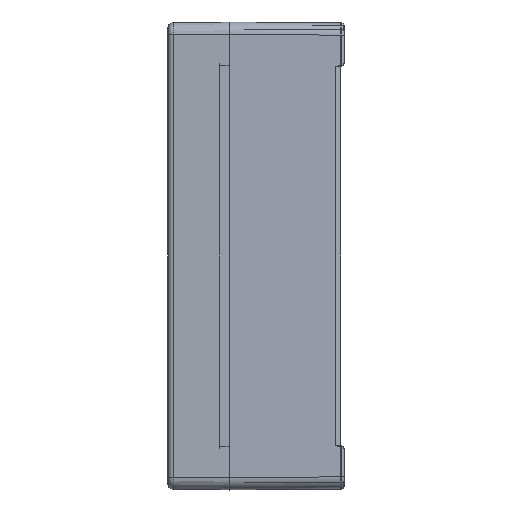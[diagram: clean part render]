
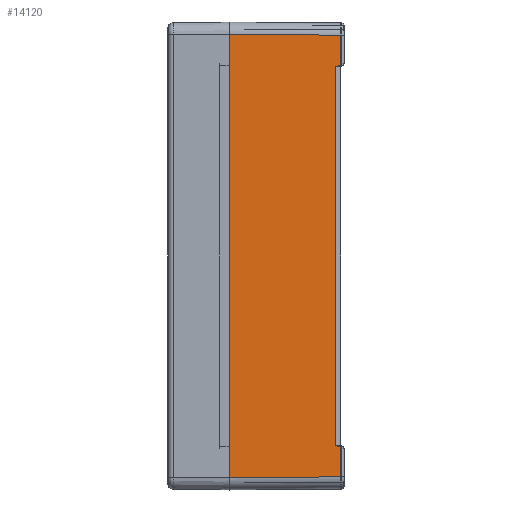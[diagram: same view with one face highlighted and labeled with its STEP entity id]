
A CAD part, left-side view. The second image highlights one B-rep face of the part: STEP entity #14120.
In plain terms, the highlighted planar face has unit normal (-1, -0.009, 0).
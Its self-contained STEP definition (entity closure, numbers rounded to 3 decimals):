
#111 = EDGE_CURVE ( 'NONE', #870, #26773, #14204, .T. ) ;
#261 = DIRECTION ( 'NONE',  ( 0., 0., -1. ) ) ;
#512 = CARTESIAN_POINT ( 'NONE',  ( -149.527, 0.82, 93.52 ) ) ;
#870 = VERTEX_POINT ( 'NONE', #2298 ) ;
#905 = CARTESIAN_POINT ( 'NONE',  ( -149.542, 2.478, -93.02 ) ) ;
#1022 = CARTESIAN_POINT ( 'NONE',  ( -149.534, 1.635, 93.365 ) ) ;
#1108 = CARTESIAN_POINT ( 'NONE',  ( -149.533, 1.482, -93.414 ) ) ;
#1259 = ORIENTED_EDGE ( 'NONE', *, *, #4795, .F. ) ;
#1263 = CARTESIAN_POINT ( 'NONE',  ( -149.52, 0., -93.52 ) ) ;
#1806 = EDGE_CURVE ( 'NONE', #24126, #9262, #3441, .T. ) ;
#1865 = VECTOR ( 'NONE', #24807, 1000. ) ;
#1916 = DIRECTION ( 'NONE',  ( 0.009, -1., -0.009 ) ) ;
#2206 = CARTESIAN_POINT ( 'NONE',  ( -150., 55., -120.99 ) ) ;
#2298 = CARTESIAN_POINT ( 'NONE',  ( -149.542, 2.478, 93.02 ) ) ;
#2766 = LINE ( 'NONE', #13401, #3375 ) ;
#3375 = VECTOR ( 'NONE', #261, 1000. ) ;
#3441 = LINE ( 'NONE', #22622, #24534 ) ;
#3802 = VECTOR ( 'NONE', #1916, 1000. ) ;
#3873 = CARTESIAN_POINT ( 'NONE',  ( -150., 55., 109. ) ) ;
#4290 = DIRECTION ( 'NONE',  ( -0.009, 1., 0. ) ) ;
#4506 = CARTESIAN_POINT ( 'NONE',  ( -149.54, 2.253, 93.12 ) ) ;
#4795 = EDGE_CURVE ( 'NONE', #21309, #16476, #23780, .T. ) ;
#4874 = CARTESIAN_POINT ( 'NONE',  ( -149.527, 0.82, -93.52 ) ) ;
#5146 = CARTESIAN_POINT ( 'NONE',  ( -149.535, 1.773, -93.317 ) ) ;
#5197 = CARTESIAN_POINT ( 'NONE',  ( -149.527, 0.82, 93.52 ) ) ;
#5437 = LINE ( 'NONE', #1263, #22070 ) ;
#5555 = CARTESIAN_POINT ( 'NONE',  ( -149.537, 1.9, -93.268 ) ) ;
#5933 = EDGE_CURVE ( 'NONE', #18561, #18898, #2766, .T. ) ;
#6257 = CARTESIAN_POINT ( 'NONE',  ( -149.542, 2.478, -93.02 ) ) ;
#7070 = AXIS2_PLACEMENT_3D ( 'NONE', #2206, #14945, #4290 ) ;
#7388 = CARTESIAN_POINT ( 'NONE',  ( -149.534, 1.603, -93.376 ) ) ;
#7668 = CARTESIAN_POINT ( 'NONE',  ( -149.532, 1.357, -93.448 ) ) ;
#7726 = CARTESIAN_POINT ( 'NONE',  ( -149.534, 1.629, 93.367 ) ) ;
#7904 = CARTESIAN_POINT ( 'NONE',  ( -150., 55., -109. ) ) ;
#8376 = CARTESIAN_POINT ( 'NONE',  ( -149.539, 2.133, -93.173 ) ) ;
#8500 = FACE_OUTER_BOUND ( 'NONE', #9637, .T. ) ;
#9011 = B_SPLINE_CURVE_WITH_KNOTS ( 'NONE', 3,
 ( #26346, #13621, #4506, #25932, #21606, #23827, #9553, #16426, #20192, #26901, #14313, #22447, #17973, #26626, #1022, #7726, #20469, #9820, #5197 ),
 .UNSPECIFIED., .F., .F.,
 ( 4, 1, 1, 1, 1, 2, 2, 1, 1, 1, 2, 2, 4 ),
 ( 0., 0.125, 0.187, 0.219, 0.234, 0.242, 0.25, 0.375, 0.438, 0.469, 0.484, 0.5, 1. ),
 .UNSPECIFIED. ) ;
#9144 = CARTESIAN_POINT ( 'NONE',  ( -149.52, 0., -108.52 ) ) ;
#9262 = VERTEX_POINT ( 'NONE', #22197 ) ;
#9553 = CARTESIAN_POINT ( 'NONE',  ( -149.538, 2.05, 93.207 ) ) ;
#9612 = ORIENTED_EDGE ( 'NONE', *, *, #25696, .F. ) ;
#9637 = EDGE_LOOP ( 'NONE', ( #18865, #14389, #14500, #9612, #14616, #18837, #18121, #1259, #13178, #27195 ) ) ;
#9638 = CARTESIAN_POINT ( 'NONE',  ( -149.534, 1.546, -93.394 ) ) ;
#9820 = CARTESIAN_POINT ( 'NONE',  ( -149.529, 1.051, 93.52 ) ) ;
#9905 = CARTESIAN_POINT ( 'NONE',  ( -149.528, 0.934, -93.52 ) ) ;
#10799 = CARTESIAN_POINT ( 'NONE',  ( -150., 55., 109. ) ) ;
#11595 = CARTESIAN_POINT ( 'NONE',  ( -149.534, 1.573, -93.385 ) ) ;
#11971 = DIRECTION ( 'NONE',  ( 0., 0., -1. ) ) ;
#13178 = ORIENTED_EDGE ( 'NONE', *, *, #15725, .T. ) ;
#13401 = CARTESIAN_POINT ( 'NONE',  ( -150., 55., 109. ) ) ;
#13621 = CARTESIAN_POINT ( 'NONE',  ( -149.541, 2.381, 93.064 ) ) ;
#13707 = CARTESIAN_POINT ( 'NONE',  ( -149.537, 1.966, -93.242 ) ) ;
#13793 = LINE ( 'NONE', #7904, #13901 ) ;
#13901 = VECTOR ( 'NONE', #24687, 1000. ) ;
#14120 = ADVANCED_FACE ( 'NONE', ( #8500 ), #25564, .T. ) ;
#14204 = LINE ( 'NONE', #22738, #1865 ) ;
#14262 = CARTESIAN_POINT ( 'NONE',  ( -149.54, 2.281, -93.108 ) ) ;
#14313 = CARTESIAN_POINT ( 'NONE',  ( -149.536, 1.851, 93.288 ) ) ;
#14389 = ORIENTED_EDGE ( 'NONE', *, *, #24207, .T. ) ;
#14500 = ORIENTED_EDGE ( 'NONE', *, *, #1806, .F. ) ;
#14616 = ORIENTED_EDGE ( 'NONE', *, *, #5933, .T. ) ;
#14783 = VERTEX_POINT ( 'NONE', #21794 ) ;
#14945 = DIRECTION ( 'NONE',  ( -1., -0.009, 0. ) ) ;
#15061 = CARTESIAN_POINT ( 'NONE',  ( -149.52, 0., -93.52 ) ) ;
#15725 = EDGE_CURVE ( 'NONE', #21309, #26773, #17169, .T. ) ;
#15946 = CARTESIAN_POINT ( 'NONE',  ( -149.538, 2.03, -93.215 ) ) ;
#16280 = VECTOR ( 'NONE', #26522, 1000. ) ;
#16426 = CARTESIAN_POINT ( 'NONE',  ( -149.538, 2.044, 93.21 ) ) ;
#16476 = VERTEX_POINT ( 'NONE', #15061 ) ;
#16683 = EDGE_CURVE ( 'NONE', #18898, #24741, #13793, .T. ) ;
#17169 = B_SPLINE_CURVE_WITH_KNOTS ( 'NONE', 3,
 ( #17918, #9905, #20276, #7668, #1108, #9638, #11595, #24329, #7388, #24731, #5146, #5555, #13707, #18055, #22251, #26571, #15946, #8376, #14262, #6257 ),
 .UNSPECIFIED., .F., .F.,
 ( 4, 1, 1, 1, 1, 2, 2, 1, 1, 1, 1, 2, 2, 4 ),
 ( 0., 0.25, 0.375, 0.437, 0.469, 0.484, 0.5, 0.625, 0.687, 0.719, 0.734, 0.742, 0.75, 1. ),
 .UNSPECIFIED. ) ;
#17918 = CARTESIAN_POINT ( 'NONE',  ( -149.527, 0.82, -93.52 ) ) ;
#17973 = CARTESIAN_POINT ( 'NONE',  ( -149.535, 1.675, 93.352 ) ) ;
#18055 = CARTESIAN_POINT ( 'NONE',  ( -149.537, 2., -93.228 ) ) ;
#18121 = ORIENTED_EDGE ( 'NONE', *, *, #20846, .F. ) ;
#18561 = VERTEX_POINT ( 'NONE', #10799 ) ;
#18837 = ORIENTED_EDGE ( 'NONE', *, *, #16683, .T. ) ;
#18865 = ORIENTED_EDGE ( 'NONE', *, *, #24755, .T. ) ;
#18898 = VERTEX_POINT ( 'NONE', #23776 ) ;
#20192 = CARTESIAN_POINT ( 'NONE',  ( -149.538, 2.042, 93.211 ) ) ;
#20276 = CARTESIAN_POINT ( 'NONE',  ( -149.53, 1.119, -93.502 ) ) ;
#20469 = CARTESIAN_POINT ( 'NONE',  ( -149.532, 1.318, 93.47 ) ) ;
#20846 = EDGE_CURVE ( 'NONE', #16476, #24741, #5437, .T. ) ;
#21309 = VERTEX_POINT ( 'NONE', #23687 ) ;
#21606 = CARTESIAN_POINT ( 'NONE',  ( -149.538, 2.083, 93.193 ) ) ;
#21794 = CARTESIAN_POINT ( 'NONE',  ( -149.527, 0.82, 93.52 ) ) ;
#21816 = VECTOR ( 'NONE', #21836, 1000. ) ;
#21836 = DIRECTION ( 'NONE',  ( 0.009, -1., 0. ) ) ;
#22070 = VECTOR ( 'NONE', #27275, 1000. ) ;
#22197 = CARTESIAN_POINT ( 'NONE',  ( -149.52, 0., 93.52 ) ) ;
#22251 = CARTESIAN_POINT ( 'NONE',  ( -149.538, 2.014, -93.222 ) ) ;
#22447 = CARTESIAN_POINT ( 'NONE',  ( -149.535, 1.732, 93.332 ) ) ;
#22622 = CARTESIAN_POINT ( 'NONE',  ( -149.52, 0., 108.52 ) ) ;
#22738 = CARTESIAN_POINT ( 'NONE',  ( -149.542, 2.478, 93.02 ) ) ;
#23687 = CARTESIAN_POINT ( 'NONE',  ( -149.527, 0.82, -93.52 ) ) ;
#23776 = CARTESIAN_POINT ( 'NONE',  ( -150., 55., -109. ) ) ;
#23780 = LINE ( 'NONE', #4874, #21816 ) ;
#23827 = CARTESIAN_POINT ( 'NONE',  ( -149.538, 2.06, 93.203 ) ) ;
#24126 = VERTEX_POINT ( 'NONE', #25694 ) ;
#24207 = EDGE_CURVE ( 'NONE', #14783, #9262, #26107, .T. ) ;
#24329 = CARTESIAN_POINT ( 'NONE',  ( -149.534, 1.592, -93.38 ) ) ;
#24534 = VECTOR ( 'NONE', #11971, 1000. ) ;
#24687 = DIRECTION ( 'NONE',  ( 0.009, -1., 0.009 ) ) ;
#24731 = CARTESIAN_POINT ( 'NONE',  ( -149.535, 1.673, -93.353 ) ) ;
#24741 = VERTEX_POINT ( 'NONE', #9144 ) ;
#24755 = EDGE_CURVE ( 'NONE', #870, #14783, #9011, .T. ) ;
#24807 = DIRECTION ( 'NONE',  ( 0., 0., -1. ) ) ;
#25276 = LINE ( 'NONE', #3873, #3802 ) ;
#25564 = PLANE ( 'NONE',  #7070 ) ;
#25694 = CARTESIAN_POINT ( 'NONE',  ( -149.52, 0., 108.52 ) ) ;
#25696 = EDGE_CURVE ( 'NONE', #18561, #24126, #25276, .T. ) ;
#25932 = CARTESIAN_POINT ( 'NONE',  ( -149.539, 2.135, 93.171 ) ) ;
#26107 = LINE ( 'NONE', #512, #16280 ) ;
#26346 = CARTESIAN_POINT ( 'NONE',  ( -149.542, 2.478, 93.02 ) ) ;
#26522 = DIRECTION ( 'NONE',  ( 0.009, -1., 0. ) ) ;
#26571 = CARTESIAN_POINT ( 'NONE',  ( -149.538, 2.024, -93.218 ) ) ;
#26626 = CARTESIAN_POINT ( 'NONE',  ( -149.534, 1.651, 93.36 ) ) ;
#26773 = VERTEX_POINT ( 'NONE', #905 ) ;
#26901 = CARTESIAN_POINT ( 'NONE',  ( -149.537, 1.961, 93.245 ) ) ;
#27195 = ORIENTED_EDGE ( 'NONE', *, *, #111, .F. ) ;
#27275 = DIRECTION ( 'NONE',  ( 0., 0., -1. ) ) ;
